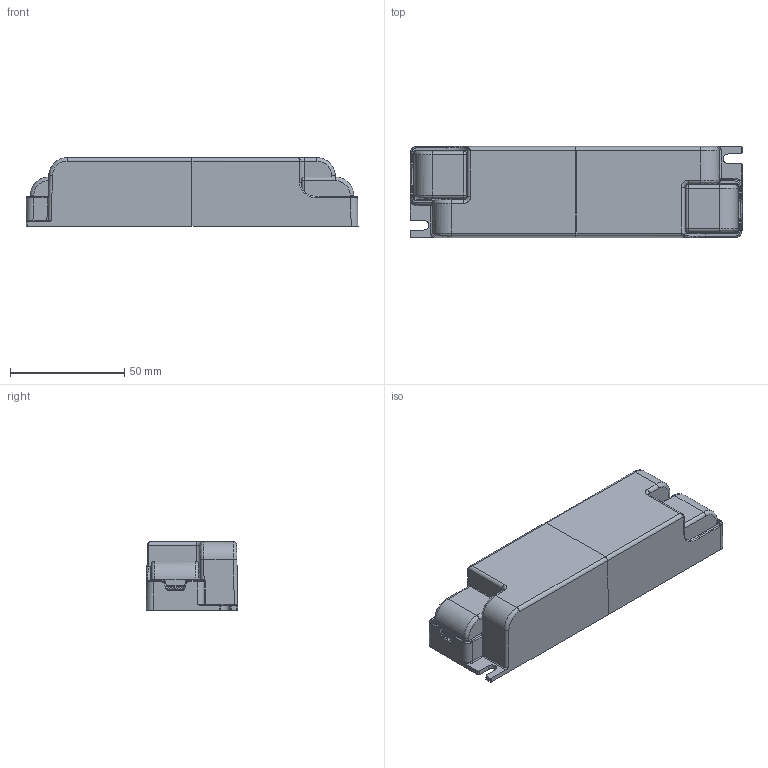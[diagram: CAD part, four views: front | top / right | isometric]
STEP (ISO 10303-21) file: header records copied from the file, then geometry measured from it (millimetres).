
FILE_DESCRIPTION((''),'2;1');
FILE_NAME('LEC40W_ASM','2019-12-12T11:51:32',('wsenga'),(''),'CREO PARAMETRIC BY PTC INC, 2019080','CREO PARAMETRIC BY PTC INC, 2019080','');
FILE_SCHEMA(('CONFIG_CONTROL_DESIGN'));
Length unit declared in the file: millimetre
Products named in the file (6): MAWLEC40W-1A; MAWLEC40W-2A; LEC40W-PCB; MAWLEC40W-3A; MAWLEC40W-1A-1; LEC40W_ASM
Assembly tree (6 placements, depth 2):
  LEC40W_ASM
    MAWLEC40W-1A
    MAWLEC40W-2A
    LEC40W-PCB
    MAWLEC40W-3A  x2
    MAWLEC40W-1A-1
Bounding box: 145 x 40 x 30 mm (x, y, z)
Surface area: 58674.6 mm2 (no closed solid volume)
Topology: 0 solids, 0 shells, 929 faces, 4888 edges, 4884 vertices
Faces by surface type: plane 689, cylinder 190, bspline 42, sphere 6, extrusion 2
Entity records: 53230 total; most frequent: CARTESIAN_POINT 12865, DIRECTION 7373, TRIMMED_CURVE 5611, VECTOR 5385, LINE 5383, DEFINITIONAL_REPRESENTATION 4114, PCURVE 4114, COMPOSITE_CURVE_SEGMENT 4114
